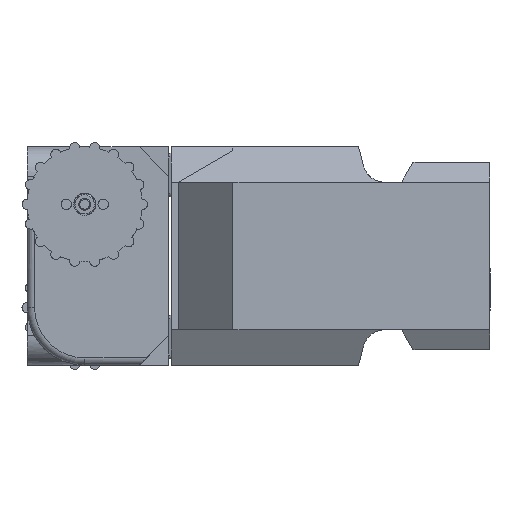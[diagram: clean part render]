
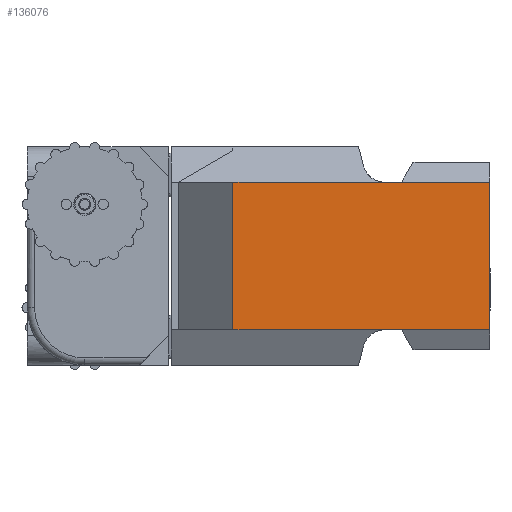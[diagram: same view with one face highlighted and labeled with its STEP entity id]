
A CAD part, left-side view. The second image highlights one B-rep face of the part: STEP entity #136076.
In plain terms, the highlighted planar face has unit normal (-1, 0, 0).
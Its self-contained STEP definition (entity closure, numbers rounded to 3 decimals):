
#4929 = LINE ( 'NONE', #172292, #10697 ) ;
#10697 = VECTOR ( 'NONE', #26983, 1000. ) ;
#14582 = CARTESIAN_POINT ( 'NONE',  ( -137.5, 0., -50. ) ) ;
#23793 = CARTESIAN_POINT ( 'NONE',  ( -137.5, 0., 50. ) ) ;
#26983 = DIRECTION ( 'NONE',  ( 0., 0., 1. ) ) ;
#32310 = FACE_OUTER_BOUND ( 'NONE', #154800, .T. ) ;
#32461 = DIRECTION ( 'NONE',  ( -1., 0., 0. ) ) ;
#62154 = EDGE_CURVE ( 'NONE', #103736, #116321, #143006, .T. ) ;
#64215 = AXIS2_PLACEMENT_3D ( 'NONE', #231751, #32461, #159534 ) ;
#65004 = DIRECTION ( 'NONE',  ( 0., -1., 0. ) ) ;
#73168 = VERTEX_POINT ( 'NONE', #224180 ) ;
#81054 = VECTOR ( 'NONE', #65004, 1000. ) ;
#89435 = ORIENTED_EDGE ( 'NONE', *, *, #62154, .T. ) ;
#97754 = DIRECTION ( 'NONE',  ( 0., -1., 0. ) ) ;
#103736 = VERTEX_POINT ( 'NONE', #217445 ) ;
#116321 = VERTEX_POINT ( 'NONE', #23793 ) ;
#118240 = CARTESIAN_POINT ( 'NONE',  ( -137.5, 174., 50. ) ) ;
#121297 = EDGE_CURVE ( 'NONE', #73168, #221524, #4929, .T. ) ;
#124405 = VECTOR ( 'NONE', #97754, 1000. ) ;
#136076 = ADVANCED_FACE ( 'NONE', ( #32310 ), #141316, .T. ) ;
#137978 = EDGE_CURVE ( 'NONE', #73168, #103736, #172583, .T. ) ;
#141316 = PLANE ( 'NONE',  #64215 ) ;
#143006 = LINE ( 'NONE', #14582, #233799 ) ;
#147062 = CARTESIAN_POINT ( 'NONE',  ( -137.5, 174., -50. ) ) ;
#154800 = EDGE_LOOP ( 'NONE', ( #89435, #183167, #177545, #221038 ) ) ;
#159534 = DIRECTION ( 'NONE',  ( 0., 0., 1. ) ) ;
#172292 = CARTESIAN_POINT ( 'NONE',  ( -137.5, 174., -50. ) ) ;
#172583 = LINE ( 'NONE', #147062, #124405 ) ;
#173688 = CARTESIAN_POINT ( 'NONE',  ( -137.5, 174., 50. ) ) ;
#177545 = ORIENTED_EDGE ( 'NONE', *, *, #121297, .F. ) ;
#183167 = ORIENTED_EDGE ( 'NONE', *, *, #207414, .F. ) ;
#195667 = DIRECTION ( 'NONE',  ( 0., 0., 1. ) ) ;
#207414 = EDGE_CURVE ( 'NONE', #221524, #116321, #220147, .T. ) ;
#217445 = CARTESIAN_POINT ( 'NONE',  ( -137.5, 0., -50. ) ) ;
#220147 = LINE ( 'NONE', #173688, #81054 ) ;
#221038 = ORIENTED_EDGE ( 'NONE', *, *, #137978, .T. ) ;
#221524 = VERTEX_POINT ( 'NONE', #118240 ) ;
#224180 = CARTESIAN_POINT ( 'NONE',  ( -137.5, 174., -50. ) ) ;
#231751 = CARTESIAN_POINT ( 'NONE',  ( -137.5, 174., -50. ) ) ;
#233799 = VECTOR ( 'NONE', #195667, 1000. ) ;
